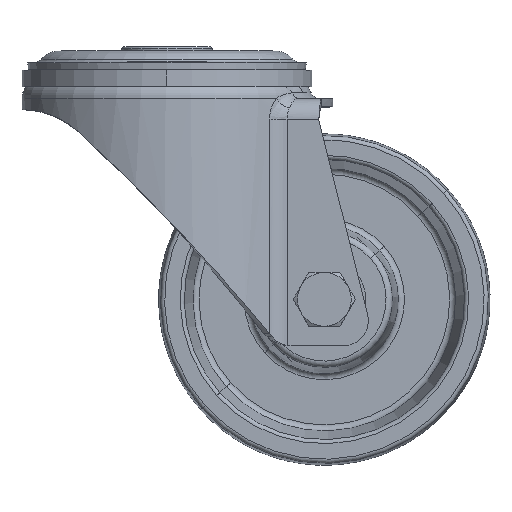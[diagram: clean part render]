
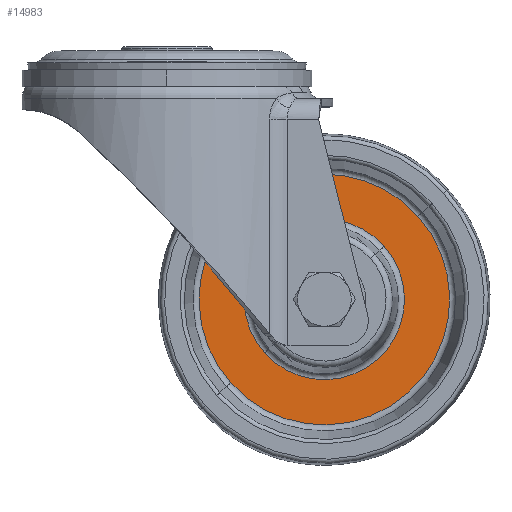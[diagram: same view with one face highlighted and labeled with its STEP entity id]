
A CAD part, top view. The second image highlights one B-rep face of the part: STEP entity #14983.
In plain terms, the highlighted planar face has unit normal (0, 0, 1).
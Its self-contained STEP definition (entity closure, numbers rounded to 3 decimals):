
#142 = VERTEX_POINT ( 'NONE', #4690 ) ;
#208 = CIRCLE ( 'NONE', #13939, 30.27 ) ;
#676 = VERTEX_POINT ( 'NONE', #4550 ) ;
#1051 = DIRECTION ( 'NONE',  ( 0.747, 0.665, 0. ) ) ;
#2275 = CIRCLE ( 'NONE', #14072, 19.349 ) ;
#2440 = CARTESIAN_POINT ( 'NONE',  ( 52.449, -48.13, 2.5 ) ) ;
#2660 = DIRECTION ( 'NONE',  ( 0.747, 0.665, 0. ) ) ;
#3491 = AXIS2_PLACEMENT_3D ( 'NONE', #13031, #9672, #5852 ) ;
#3691 = DIRECTION ( 'NONE',  ( 0., 0., 1. ) ) ;
#3895 = EDGE_LOOP ( 'NONE', ( #15051, #8446 ) ) ;
#4154 = CARTESIAN_POINT ( 'NONE',  ( 38., -61., 2.5 ) ) ;
#4550 = CARTESIAN_POINT ( 'NONE',  ( 23.551, -73.87, 2.5 ) ) ;
#4690 = CARTESIAN_POINT ( 'NONE',  ( 15.396, -81.133, 2.5 ) ) ;
#4733 = EDGE_CURVE ( 'NONE', #676, #5658, #10986, .T. ) ;
#5567 = AXIS2_PLACEMENT_3D ( 'NONE', #7097, #11721, #13059 ) ;
#5658 = VERTEX_POINT ( 'NONE', #2440 ) ;
#5688 = CIRCLE ( 'NONE', #11123, 30.27 ) ;
#5694 = EDGE_CURVE ( 'NONE', #142, #13836, #208, .T. ) ;
#5852 = DIRECTION ( 'NONE',  ( 0.747, 0.665, 0. ) ) ;
#5904 = ORIENTED_EDGE ( 'NONE', *, *, #5694, .T. ) ;
#6621 = CARTESIAN_POINT ( 'NONE',  ( 38., -61., 2.5 ) ) ;
#6772 = FACE_OUTER_BOUND ( 'NONE', #9570, .T. ) ;
#7097 = CARTESIAN_POINT ( 'NONE',  ( 38., -61., 2.5 ) ) ;
#7444 = DIRECTION ( 'NONE',  ( 0.747, 0.665, 0. ) ) ;
#7943 = ORIENTED_EDGE ( 'NONE', *, *, #8076, .T. ) ;
#8076 = EDGE_CURVE ( 'NONE', #13836, #142, #5688, .T. ) ;
#8170 = EDGE_CURVE ( 'NONE', #5658, #676, #2275, .T. ) ;
#8286 = CARTESIAN_POINT ( 'NONE',  ( 38., -61., 2.5 ) ) ;
#8446 = ORIENTED_EDGE ( 'NONE', *, *, #4733, .T. ) ;
#9570 = EDGE_LOOP ( 'NONE', ( #7943, #5904 ) ) ;
#9672 = DIRECTION ( 'NONE',  ( 0., 0., 1. ) ) ;
#10986 = CIRCLE ( 'NONE', #5567, 19.349 ) ;
#11123 = AXIS2_PLACEMENT_3D ( 'NONE', #6621, #11538, #1051 ) ;
#11470 = PLANE ( 'NONE',  #3491 ) ;
#11538 = DIRECTION ( 'NONE',  ( 0., 0., 1. ) ) ;
#11696 = FACE_BOUND ( 'NONE', #3895, .T. ) ;
#11721 = DIRECTION ( 'NONE',  ( 0., 0., -1. ) ) ;
#13031 = CARTESIAN_POINT ( 'NONE',  ( 17.049, -37.478, 2.5 ) ) ;
#13059 = DIRECTION ( 'NONE',  ( 0.747, 0.665, 0. ) ) ;
#13327 = DIRECTION ( 'NONE',  ( 0., 0., -1. ) ) ;
#13438 = CARTESIAN_POINT ( 'NONE',  ( 60.604, -40.867, 2.5 ) ) ;
#13836 = VERTEX_POINT ( 'NONE', #13438 ) ;
#13939 = AXIS2_PLACEMENT_3D ( 'NONE', #8286, #3691, #2660 ) ;
#14072 = AXIS2_PLACEMENT_3D ( 'NONE', #4154, #13327, #7444 ) ;
#14983 = ADVANCED_FACE ( 'NONE', ( #11696, #6772 ), #11470, .T. ) ;
#15051 = ORIENTED_EDGE ( 'NONE', *, *, #8170, .T. ) ;
